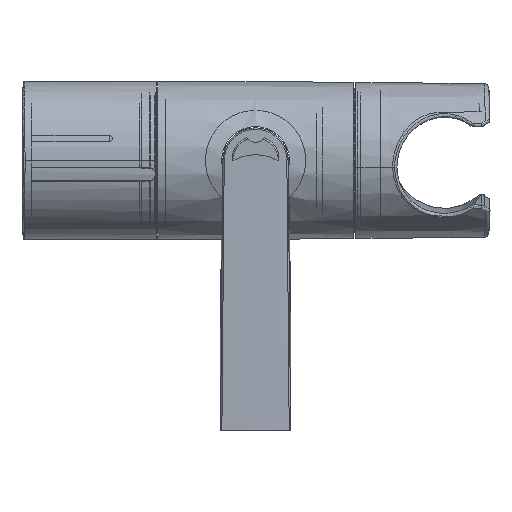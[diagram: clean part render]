
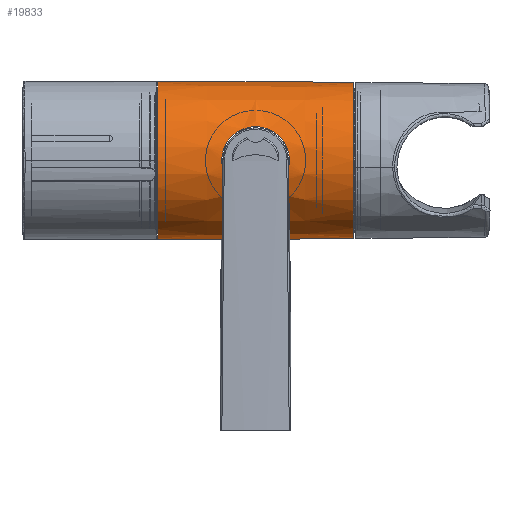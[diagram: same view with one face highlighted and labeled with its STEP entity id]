
A CAD part, front view. The second image highlights one B-rep face of the part: STEP entity #19833.
In plain terms, the highlighted conical face has half-angle 0.34 degrees and reference radius 16.899 mm.
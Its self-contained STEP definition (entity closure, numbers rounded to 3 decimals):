
#9024=DIRECTION('',(1.,0.,-0.006));
#9025=VECTOR('',#9024,42.001);
#9026=CARTESIAN_POINT('',(-21.,0.,
17.023));
#9027=LINE('',#9026,#9025);
#9028=CARTESIAN_POINT('',(21.,0.,0.));
#9029=DIRECTION('',(1.,0.,0.));
#9030=DIRECTION('',(0.,0.,1.));
#9031=AXIS2_PLACEMENT_3D('',#9028,#9029,#9030);
#9033=DIRECTION('',(-1.,0.,-0.006));
#9034=VECTOR('',#9033,42.001);
#9035=CARTESIAN_POINT('',(21.,0.,
-16.774));
#9036=LINE('',#9035,#9034);
#9037=CARTESIAN_POINT('',(-21.,0.,0.));
#9038=DIRECTION('',(-1.,0.,0.));
#9039=DIRECTION('',(0.,0.,-1.));
#9040=AXIS2_PLACEMENT_3D('',#9037,#9038,#9039);
#9042=CARTESIAN_POINT('',(0.,-15.265,7.25));
#9043=CARTESIAN_POINT('',(0.234,-15.263,7.25));
#9044=CARTESIAN_POINT('',(0.703,-15.271,
7.227));
#9045=CARTESIAN_POINT('',(1.403,-15.314,7.125));
#9046=CARTESIAN_POINT('',(2.1,-15.39,6.952));
#9047=CARTESIAN_POINT('',(2.785,-15.494,6.707));
#9048=CARTESIAN_POINT('',(3.456,-15.624,6.388));
#9049=CARTESIAN_POINT('',(4.099,-15.776,5.996));
#9050=CARTESIAN_POINT('',(4.705,-15.94,5.534));
#9051=CARTESIAN_POINT('',(5.262,-16.111,5.007));
#9052=CARTESIAN_POINT('',(5.758,-16.277,4.428));
#9053=CARTESIAN_POINT('',(6.187,-16.432,3.804));
#9054=CARTESIAN_POINT('',(6.545,-16.568,3.148));
#9055=CARTESIAN_POINT('',(6.83,-16.681,2.468));
#9056=CARTESIAN_POINT('',(7.042,-16.768,1.773));
#9057=CARTESIAN_POINT('',(7.183,-16.827,1.068));
#9058=CARTESIAN_POINT('',(7.253,-16.857,
0.356));
#9059=CARTESIAN_POINT('',(7.253,-16.857,
-0.356));
#9060=CARTESIAN_POINT('',(7.183,-16.827,
-1.068));
#9061=CARTESIAN_POINT('',(7.042,-16.768,
-1.773));
#9062=CARTESIAN_POINT('',(6.83,-16.681,
-2.468));
#9063=CARTESIAN_POINT('',(6.545,-16.568,
-3.148));
#9064=CARTESIAN_POINT('',(6.187,-16.432,
-3.804));
#9065=CARTESIAN_POINT('',(5.758,-16.277,
-4.428));
#9066=CARTESIAN_POINT('',(5.262,-16.111,
-5.007));
#9067=CARTESIAN_POINT('',(4.705,-15.94,
-5.534));
#9068=CARTESIAN_POINT('',(4.099,-15.776,
-5.996));
#9069=CARTESIAN_POINT('',(3.456,-15.624,
-6.388));
#9070=CARTESIAN_POINT('',(2.785,-15.494,
-6.707));
#9071=CARTESIAN_POINT('',(2.1,-15.39,
-6.952));
#9072=CARTESIAN_POINT('',(1.403,-15.314,
-7.125));
#9073=CARTESIAN_POINT('',(0.703,-15.271,
-7.227));
#9074=CARTESIAN_POINT('',(0.234,-15.263,-7.25));
#9075=CARTESIAN_POINT('',(0.,-15.265,-7.25));
#9077=CARTESIAN_POINT('',(0.,-15.265,-7.25));
#9078=CARTESIAN_POINT('',(-0.233,-15.266,-7.25));
#9079=CARTESIAN_POINT('',(-0.702,-15.28,
-7.227));
#9080=CARTESIAN_POINT('',(-1.403,-15.333,
-7.125));
#9081=CARTESIAN_POINT('',(-2.1,-15.417,
-6.952));
#9082=CARTESIAN_POINT('',(-2.788,-15.53,
-6.706));
#9083=CARTESIAN_POINT('',(-3.46,-15.67,
-6.386));
#9084=CARTESIAN_POINT('',(-4.105,-15.829,
-5.992));
#9085=CARTESIAN_POINT('',(-4.711,-16.001,
-5.529));
#9086=CARTESIAN_POINT('',(-5.268,-16.178,
-5.001));
#9087=CARTESIAN_POINT('',(-5.763,-16.35,
-4.421));
#9088=CARTESIAN_POINT('',(-6.192,-16.509,
-3.797));
#9089=CARTESIAN_POINT('',(-6.548,-16.648,
-3.142));
#9090=CARTESIAN_POINT('',(-6.832,-16.764,
-2.463));
#9091=CARTESIAN_POINT('',(-7.043,-16.853,
-1.769));
#9092=CARTESIAN_POINT('',(-7.183,-16.913,
-1.065));
#9093=CARTESIAN_POINT('',(-7.253,-16.943,
-0.355));
#9094=CARTESIAN_POINT('',(-7.253,-16.943,
0.355));
#9095=CARTESIAN_POINT('',(-7.183,-16.913,
1.065));
#9096=CARTESIAN_POINT('',(-7.043,-16.853,
1.769));
#9097=CARTESIAN_POINT('',(-6.832,-16.764,
2.463));
#9098=CARTESIAN_POINT('',(-6.548,-16.648,
3.142));
#9099=CARTESIAN_POINT('',(-6.192,-16.509,
3.797));
#9100=CARTESIAN_POINT('',(-5.763,-16.35,
4.421));
#9101=CARTESIAN_POINT('',(-5.268,-16.178,
5.001));
#9102=CARTESIAN_POINT('',(-4.711,-16.001,
5.529));
#9103=CARTESIAN_POINT('',(-4.105,-15.829,
5.992));
#9104=CARTESIAN_POINT('',(-3.46,-15.67,
6.386));
#9105=CARTESIAN_POINT('',(-2.788,-15.53,
6.706));
#9106=CARTESIAN_POINT('',(-2.1,-15.417,
6.952));
#9107=CARTESIAN_POINT('',(-1.403,-15.333,
7.125));
#9108=CARTESIAN_POINT('',(-0.702,-15.28,
7.227));
#9109=CARTESIAN_POINT('',(-0.233,-15.266,7.25));
#9110=CARTESIAN_POINT('',(0.,-15.265,7.25));
#10176=CARTESIAN_POINT('',(-21.,0.,
17.023));
#10177=CARTESIAN_POINT('',(21.,0.,
16.774));
#10178=VERTEX_POINT('',#10176);
#10179=VERTEX_POINT('',#10177);
#10180=CARTESIAN_POINT('',(21.,0.,
-16.774));
#10181=CARTESIAN_POINT('',(-21.,0.,
-17.023));
#10182=VERTEX_POINT('',#10180);
#10183=VERTEX_POINT('',#10181);
#10372=VERTEX_POINT('',#9042);
#10373=VERTEX_POINT('',#9075);
#19815=CARTESIAN_POINT('',(0.,0.,0.));
#19816=DIRECTION('',(-1.,0.,0.));
#19817=DIRECTION('',(0.,0.997,-0.073));
#19818=AXIS2_PLACEMENT_3D('',#19815,#19816,#19817);
#19819=CONICAL_SURFACE('',#19818,16.899,0.34);
#19820=ORIENTED_EDGE('',*,*,#19787,.T.);
#19822=ORIENTED_EDGE('',*,*,#19821,.T.);
#19823=ORIENTED_EDGE('',*,*,#19790,.T.);
#19824=ORIENTED_EDGE('',*,*,#19761,.T.);
#19825=EDGE_LOOP('',(#19820,#19822,#19823,#19824));
#19826=FACE_OUTER_BOUND('',#19825,.F.);
#19828=ORIENTED_EDGE('',*,*,#19827,.F.);
#19830=ORIENTED_EDGE('',*,*,#19829,.F.);
#19831=EDGE_LOOP('',(#19828,#19830));
#19832=FACE_BOUND('',#19831,.F.);
#19833=ADVANCED_FACE('',(#19826,#19832),#19819,.T.);
#9032=CIRCLE('',#9031,16.774);
#9041=CIRCLE('',#9040,17.023);
#9076=B_SPLINE_CURVE_WITH_KNOTS('',3,(#9042,#9043,#9044,#9045,#9046,#9047,#9048,
#9049,#9050,#9051,#9052,#9053,#9054,#9055,#9056,#9057,#9058,#9059,#9060,#9061,
#9062,#9063,#9064,#9065,#9066,#9067,#9068,#9069,#9070,#9071,#9072,#9073,#9074,
#9075),.UNSPECIFIED.,.F.,.F.,(4,1,1,1,1,1,1,1,1,1,1,1,1,1,1,1,1,1,1,1,1,1,1,1,1,
1,1,1,1,1,1,4),(0.,0.032,0.065,0.097,
0.129,0.161,0.194,0.226,
0.258,0.29,0.323,0.355,
0.387,0.419,0.452,0.484,
0.516,0.548,0.581,0.613,
0.645,0.677,0.71,0.742,
0.774,0.806,0.839,0.871,
0.903,0.935,0.968,1.),.UNSPECIFIED.);
#9111=B_SPLINE_CURVE_WITH_KNOTS('',3,(#9077,#9078,#9079,#9080,#9081,#9082,#9083,
#9084,#9085,#9086,#9087,#9088,#9089,#9090,#9091,#9092,#9093,#9094,#9095,#9096,
#9097,#9098,#9099,#9100,#9101,#9102,#9103,#9104,#9105,#9106,#9107,#9108,#9109,
#9110),.UNSPECIFIED.,.F.,.F.,(4,1,1,1,1,1,1,1,1,1,1,1,1,1,1,1,1,1,1,1,1,1,1,1,1,
1,1,1,1,1,1,4),(0.,0.032,0.065,0.097,
0.129,0.161,0.194,0.226,
0.258,0.29,0.323,0.355,
0.387,0.419,0.452,0.484,
0.516,0.548,0.581,0.613,
0.645,0.677,0.71,0.742,
0.774,0.806,0.839,0.871,
0.903,0.935,0.968,1.),.UNSPECIFIED.);
#19761=EDGE_CURVE('',#10183,#10178,#9041,.T.);
#19787=EDGE_CURVE('',#10178,#10179,#9027,.T.);
#19790=EDGE_CURVE('',#10182,#10183,#9036,.T.);
#19821=EDGE_CURVE('',#10179,#10182,#9032,.T.);
#19827=EDGE_CURVE('',#10372,#10373,#9076,.T.);
#19829=EDGE_CURVE('',#10373,#10372,#9111,.T.);
